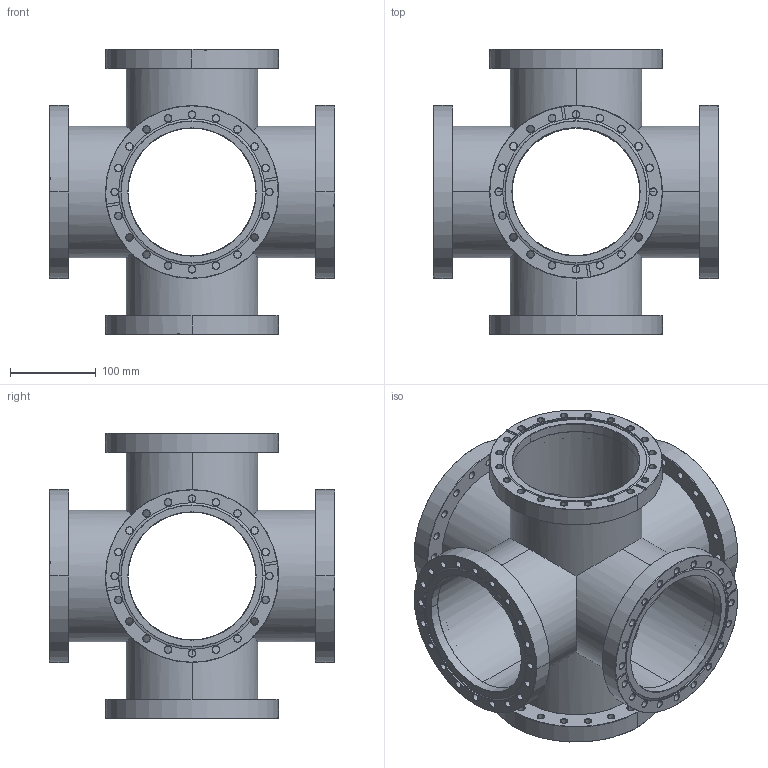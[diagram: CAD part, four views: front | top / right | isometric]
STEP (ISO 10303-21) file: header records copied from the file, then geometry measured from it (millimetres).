
FILE_DESCRIPTION (( 'STEP AP214' ), '1' );
FILE_NAME ('Hositrad_FX6-150-150-Cross.STEP', '2017-05-23T07:40:42', ( 'Gebruiker' ), ( '' ), 'SwSTEP 2.0', 'SolidWorks 2017', '' );
FILE_SCHEMA (( 'AUTOMOTIVE_DESIGN' ));
Length unit declared in the file: millimetre
Products named in the file (3): Hositrad_FX6-150-150-Cross; Equal-6Way-Crosses-All_150-150; NW150CF-Weld_CF150-152
Assembly tree (7 placements, depth 2):
  Hositrad_FX6-150-150-Cross
    Equal-6Way-Crosses-All_150-150
    NW150CF-Weld_CF150-152  x6
Bounding box: 333.4 x 333.4 x 333.4 mm (x, y, z)
Volume: 2215554.5 mm3; surface area: 877594.4 mm2
Topology: 7 solids, 7 shells, 942 faces, 2224 edges, 1298 vertices
Faces by surface type: cone 558, cylinder 312, plane 72
Entity records: 5575 total; most frequent: CARTESIAN_POINT 1031, DIRECTION 1005, ORIENTED_EDGE 888, EDGE_CURVE 444, AXIS2_PLACEMENT_3D 413, VERTEX_POINT 263, EDGE_LOOP 231, CIRCLE 221
